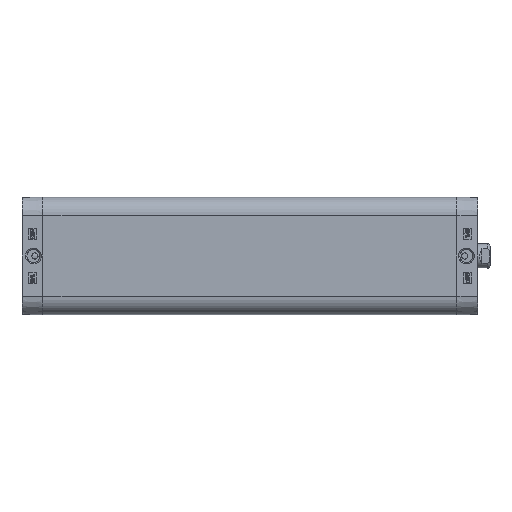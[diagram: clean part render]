
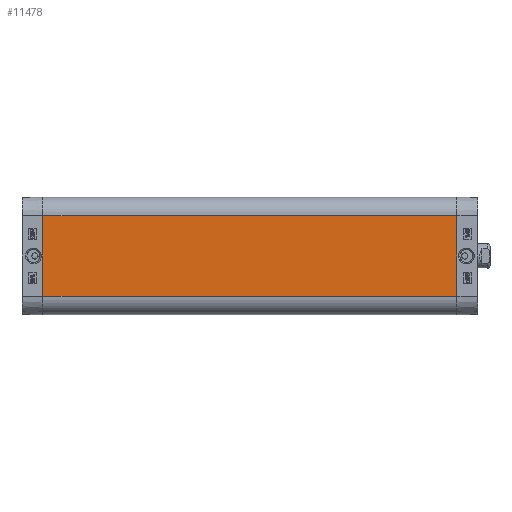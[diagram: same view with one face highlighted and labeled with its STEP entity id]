
A CAD part, left-side view. The second image highlights one B-rep face of the part: STEP entity #11478.
In plain terms, the highlighted planar face has unit normal (-1, 0, 0).
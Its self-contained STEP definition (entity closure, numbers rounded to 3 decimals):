
#5805=CARTESIAN_POINT('',(-38.5,-271.5,26.5));
#5806=VERTEX_POINT('',#5805);
#5813=CARTESIAN_POINT('',(-38.5,-271.5,-26.5));
#5814=VERTEX_POINT('',#5813);
#5815=CARTESIAN_POINT('',(-38.5,-271.5,-26.5));
#5816=DIRECTION('',(0.0,0.0,1.0));
#5817=VECTOR('',#5816,53.0);
#5818=LINE('',#5815,#5817);
#5819=EDGE_CURVE('',#5814,#5806,#5818,.T.);
#11436=CARTESIAN_POINT('',(-38.5,0.0,-26.5));
#11437=VERTEX_POINT('',#11436);
#11438=CARTESIAN_POINT('',(-38.5,0.0,-26.5));
#11439=DIRECTION('',(0.0,-1.0,0.0));
#11440=VECTOR('',#11439,271.5);
#11441=LINE('',#11438,#11440);
#11442=EDGE_CURVE('',#11437,#5814,#11441,.T.);
#11455=CARTESIAN_POINT('',(-38.5,0.0,-26.5));
#11456=DIRECTION('',(-1.0,0.0,0.0));
#11457=DIRECTION('',(0.0,0.0,1.0));
#11458=AXIS2_PLACEMENT_3D('',#11455,#11456,#11457);
#11459=PLANE('',#11458);
#11460=ORIENTED_EDGE('',*,*,#5819,.T.);
#11461=CARTESIAN_POINT('',(-38.5,0.0,26.5));
#11462=VERTEX_POINT('',#11461);
#11463=CARTESIAN_POINT('',(-38.5,0.0,26.5));
#11464=DIRECTION('',(0.0,-1.0,0.0));
#11465=VECTOR('',#11464,271.5);
#11466=LINE('',#11463,#11465);
#11467=EDGE_CURVE('',#11462,#5806,#11466,.T.);
#11468=ORIENTED_EDGE('',*,*,#11467,.F.);
#11469=CARTESIAN_POINT('',(-38.5,0.0,-26.5));
#11470=DIRECTION('',(0.0,0.0,1.0));
#11471=VECTOR('',#11470,53.0);
#11472=LINE('',#11469,#11471);
#11473=EDGE_CURVE('',#11437,#11462,#11472,.T.);
#11474=ORIENTED_EDGE('',*,*,#11473,.F.);
#11475=ORIENTED_EDGE('',*,*,#11442,.T.);
#11476=EDGE_LOOP('',(#11460,#11468,#11474,#11475));
#11477=FACE_OUTER_BOUND('',#11476,.T.);
#11478=ADVANCED_FACE('',(#11477),#11459,.T.);
